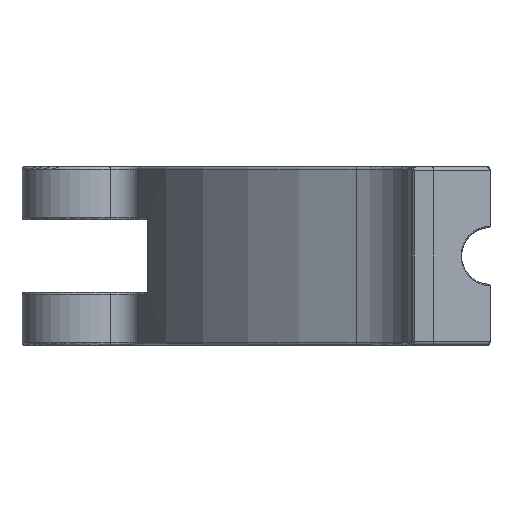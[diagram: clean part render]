
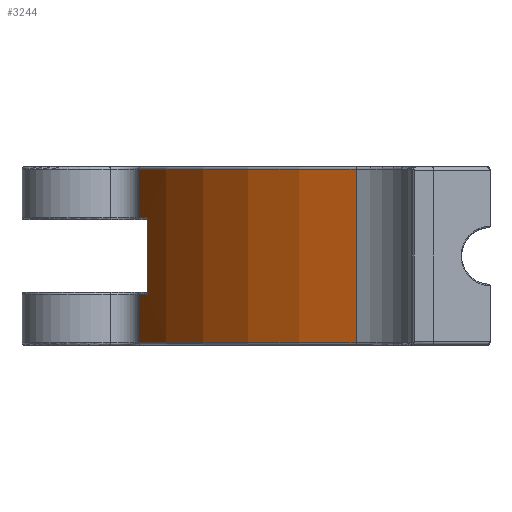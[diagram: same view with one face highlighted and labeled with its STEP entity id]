
A CAD part, front view. The second image highlights one B-rep face of the part: STEP entity #3244.
In plain terms, the highlighted cylindrical face has radius 47 mm (diameter 94 mm), a partial arc.
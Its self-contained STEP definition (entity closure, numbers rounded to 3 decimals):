
#192 = VERTEX_POINT ( 'NONE', #3531 ) ;
#294 = CARTESIAN_POINT ( 'NONE',  ( -42.725, -19.585, 6.419 ) ) ;
#372 = CARTESIAN_POINT ( 'NONE',  ( -42.725, -19.585, 22. ) ) ;
#378 = EDGE_LOOP ( 'NONE', ( #4855, #445, #3649, #2443, #1766, #4575, #5695, #5755, #4151, #5890 ) ) ;
#445 = ORIENTED_EDGE ( 'NONE', *, *, #7571, .T. ) ;
#526 = CARTESIAN_POINT ( 'NONE',  ( -42.725, -19.585, 15.581 ) ) ;
#652 = EDGE_CURVE ( 'NONE', #6563, #6484, #4342, .T. ) ;
#682 = AXIS2_PLACEMENT_3D ( 'NONE', #2985, #1846, #5978 ) ;
#684 = CIRCLE ( 'NONE', #1644, 47. ) ;
#856 = FACE_OUTER_BOUND ( 'NONE', #378, .T. ) ;
#897 = CIRCLE ( 'NONE', #5646, 47. ) ;
#948 = DIRECTION ( 'NONE',  ( -1., 0., 0. ) ) ;
#989 = LINE ( 'NONE', #6197, #1618 ) ;
#1034 = EDGE_CURVE ( 'NONE', #2911, #2531, #684, .T. ) ;
#1060 = CARTESIAN_POINT ( 'NONE',  ( 0., 0., 21.7 ) ) ;
#1088 = CARTESIAN_POINT ( 'NONE',  ( -42.733, -19.567, 15.671 ) ) ;
#1203 = CARTESIAN_POINT ( 'NONE',  ( -42.743, -19.547, 15.699 ) ) ;
#1455 = VECTOR ( 'NONE', #3340, 1000. ) ;
#1499 = VERTEX_POINT ( 'NONE', #4274 ) ;
#1576 = CIRCLE ( 'NONE', #6354, 47. ) ;
#1618 = VECTOR ( 'NONE', #3887, 1000. ) ;
#1644 = AXIS2_PLACEMENT_3D ( 'NONE', #2893, #7140, #4040 ) ;
#1664 = CARTESIAN_POINT ( 'NONE',  ( -42.731, -19.573, 15.655 ) ) ;
#1750 = CARTESIAN_POINT ( 'NONE',  ( -42.743, -19.545, 15.7 ) ) ;
#1757 = CARTESIAN_POINT ( 'NONE',  ( -17.017, -43.811, 0.3 ) ) ;
#1761 = EDGE_CURVE ( 'NONE', #2531, #192, #5255, .T. ) ;
#1766 = ORIENTED_EDGE ( 'NONE', *, *, #1761, .T. ) ;
#1846 = DIRECTION ( 'NONE',  ( 0., 0., 1. ) ) ;
#2019 = LINE ( 'NONE', #6288, #7251 ) ;
#2235 = CARTESIAN_POINT ( 'NONE',  ( -42.729, -19.577, 15.64 ) ) ;
#2270 = CARTESIAN_POINT ( 'NONE',  ( -42.737, -19.558, 15.684 ) ) ;
#2320 = VERTEX_POINT ( 'NONE', #6430 ) ;
#2443 = ORIENTED_EDGE ( 'NONE', *, *, #1034, .T. ) ;
#2531 = VERTEX_POINT ( 'NONE', #6266 ) ;
#2612 = CARTESIAN_POINT ( 'NONE',  ( 0., 0., 22. ) ) ;
#2811 = EDGE_CURVE ( 'NONE', #4421, #6563, #3081, .T. ) ;
#2893 = CARTESIAN_POINT ( 'NONE',  ( 0., 0., 15.7 ) ) ;
#2911 = VERTEX_POINT ( 'NONE', #3522 ) ;
#2985 = CARTESIAN_POINT ( 'NONE',  ( 0., 0., 0.3 ) ) ;
#3038 = CARTESIAN_POINT ( 'NONE',  ( -43.839, -16.946, 6.3 ) ) ;
#3081 = LINE ( 'NONE', #4384, #1455 ) ;
#3143 = VERTEX_POINT ( 'NONE', #294 ) ;
#3244 = ADVANCED_FACE ( 'NONE', ( #856 ), #4970, .T. ) ;
#3340 = DIRECTION ( 'NONE',  ( 0., 0., -1. ) ) ;
#3416 = CARTESIAN_POINT ( 'NONE',  ( -42.743, -19.545, 6.3 ) ) ;
#3427 = DIRECTION ( 'NONE',  ( 1., 0., 0. ) ) ;
#3453 = CARTESIAN_POINT ( 'NONE',  ( -42.743, -19.546, 15.699 ) ) ;
#3509 = VERTEX_POINT ( 'NONE', #3510 ) ;
#3510 = CARTESIAN_POINT ( 'NONE',  ( -42.743, -19.545, 6.3 ) ) ;
#3522 = CARTESIAN_POINT ( 'NONE',  ( -43.839, -16.946, 15.7 ) ) ;
#3530 = EDGE_CURVE ( 'NONE', #3509, #4421, #1576, .T. ) ;
#3531 = CARTESIAN_POINT ( 'NONE',  ( -42.725, -19.585, 15.581 ) ) ;
#3649 = ORIENTED_EDGE ( 'NONE', *, *, #5606, .T. ) ;
#3747 = B_SPLINE_CURVE_WITH_KNOTS ( 'NONE', 3,
 ( #7506, #6417, #7577, #3416 ),
 .UNSPECIFIED., .F., .F.,
 ( 4, 4 ),
 ( 0., 0. ),
 .UNSPECIFIED. ) ;
#3887 = DIRECTION ( 'NONE',  ( 0., 0., -1. ) ) ;
#3941 = DIRECTION ( 'NONE',  ( 0., 0., -1. ) ) ;
#4011 = AXIS2_PLACEMENT_3D ( 'NONE', #2612, #4941, #7307 ) ;
#4040 = DIRECTION ( 'NONE',  ( 1., 0., 0. ) ) ;
#4067 = CARTESIAN_POINT ( 'NONE',  ( -42.742, -19.547, 15.698 ) ) ;
#4151 = ORIENTED_EDGE ( 'NONE', *, *, #2811, .T. ) ;
#4274 = CARTESIAN_POINT ( 'NONE',  ( -43.839, -16.946, 21.7 ) ) ;
#4342 = CIRCLE ( 'NONE', #682, 47. ) ;
#4384 = CARTESIAN_POINT ( 'NONE',  ( -43.839, -16.946, 22. ) ) ;
#4421 = VERTEX_POINT ( 'NONE', #3038 ) ;
#4531 = CARTESIAN_POINT ( 'NONE',  ( -42.739, -19.555, 15.689 ) ) ;
#4565 = CARTESIAN_POINT ( 'NONE',  ( -42.725, -19.585, 15.601 ) ) ;
#4575 = ORIENTED_EDGE ( 'NONE', *, *, #6975, .T. ) ;
#4855 = ORIENTED_EDGE ( 'NONE', *, *, #7477, .F. ) ;
#4941 = DIRECTION ( 'NONE',  ( 0., 0., -1. ) ) ;
#4970 = CYLINDRICAL_SURFACE ( 'NONE', #4011, 47. ) ;
#5255 = B_SPLINE_CURVE_WITH_KNOTS ( 'NONE', 3,
 ( #1750, #3453, #1203, #4067, #6338, #4531, #2270, #1088, #1664, #2235, #6418, #4565, #526 ),
 .UNSPECIFIED., .F., .F.,
 ( 4, 3, 3, 3, 4 ),
 ( 0., 0., 0., 0., 0. ),
 .UNSPECIFIED. ) ;
#5304 = DIRECTION ( 'NONE',  ( 0., 0., -1. ) ) ;
#5403 = VECTOR ( 'NONE', #7312, 1000. ) ;
#5606 = EDGE_CURVE ( 'NONE', #1499, #2911, #2019, .T. ) ;
#5646 = AXIS2_PLACEMENT_3D ( 'NONE', #1060, #5304, #3427 ) ;
#5695 = ORIENTED_EDGE ( 'NONE', *, *, #6786, .T. ) ;
#5755 = ORIENTED_EDGE ( 'NONE', *, *, #3530, .T. ) ;
#5890 = ORIENTED_EDGE ( 'NONE', *, *, #652, .T. ) ;
#5978 = DIRECTION ( 'NONE',  ( 1., 0., 0. ) ) ;
#6001 = CARTESIAN_POINT ( 'NONE',  ( -43.839, -16.946, 0.3 ) ) ;
#6197 = CARTESIAN_POINT ( 'NONE',  ( -17.017, -43.811, 22. ) ) ;
#6266 = CARTESIAN_POINT ( 'NONE',  ( -42.743, -19.545, 15.7 ) ) ;
#6268 = CARTESIAN_POINT ( 'NONE',  ( 0., 0., 6.3 ) ) ;
#6288 = CARTESIAN_POINT ( 'NONE',  ( -43.839, -16.946, 22. ) ) ;
#6338 = CARTESIAN_POINT ( 'NONE',  ( -42.741, -19.551, 15.694 ) ) ;
#6354 = AXIS2_PLACEMENT_3D ( 'NONE', #6268, #6783, #948 ) ;
#6417 = CARTESIAN_POINT ( 'NONE',  ( -42.725, -19.585, 6.375 ) ) ;
#6418 = CARTESIAN_POINT ( 'NONE',  ( -42.726, -19.583, 15.621 ) ) ;
#6430 = CARTESIAN_POINT ( 'NONE',  ( -17.017, -43.811, 21.7 ) ) ;
#6484 = VERTEX_POINT ( 'NONE', #1757 ) ;
#6563 = VERTEX_POINT ( 'NONE', #6001 ) ;
#6769 = LINE ( 'NONE', #372, #5403 ) ;
#6783 = DIRECTION ( 'NONE',  ( 0., 0., -1. ) ) ;
#6786 = EDGE_CURVE ( 'NONE', #3143, #3509, #3747, .T. ) ;
#6975 = EDGE_CURVE ( 'NONE', #192, #3143, #6769, .T. ) ;
#7140 = DIRECTION ( 'NONE',  ( 0., 0., 1. ) ) ;
#7251 = VECTOR ( 'NONE', #3941, 1000. ) ;
#7307 = DIRECTION ( 'NONE',  ( -1., 0., 0. ) ) ;
#7312 = DIRECTION ( 'NONE',  ( 0., 0., -1. ) ) ;
#7477 = EDGE_CURVE ( 'NONE', #2320, #6484, #989, .T. ) ;
#7506 = CARTESIAN_POINT ( 'NONE',  ( -42.725, -19.585, 6.419 ) ) ;
#7571 = EDGE_CURVE ( 'NONE', #2320, #1499, #897, .T. ) ;
#7577 = CARTESIAN_POINT ( 'NONE',  ( -42.731, -19.573, 6.331 ) ) ;
